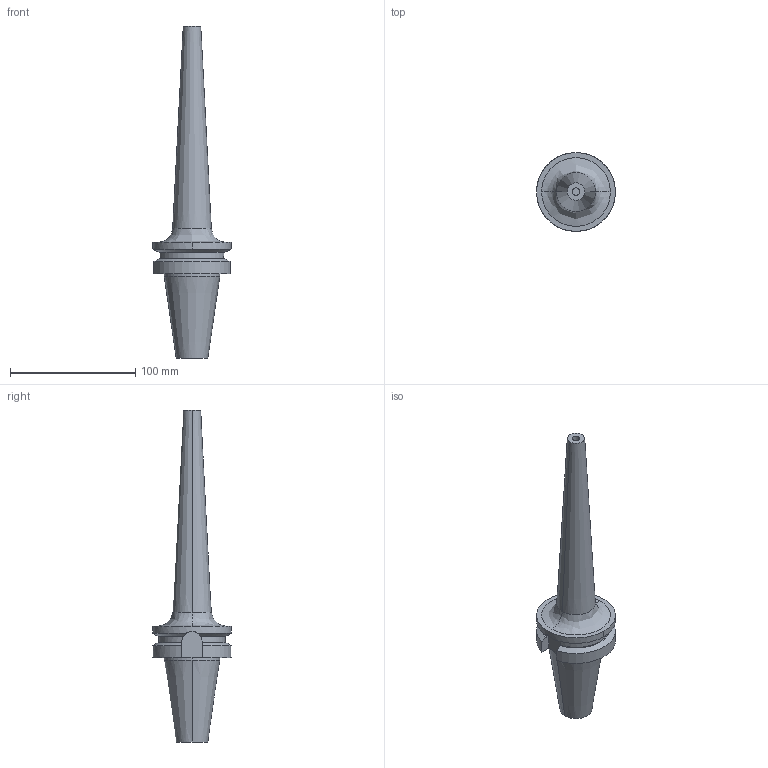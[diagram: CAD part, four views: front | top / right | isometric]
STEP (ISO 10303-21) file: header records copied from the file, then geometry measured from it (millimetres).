
FILE_DESCRIPTION (( 'STEP AP203' ), '1' );
FILE_NAME ('STP-18869.STEP', '2017-03-23T00:32:37', ( '' ), ( '' ), 'SwSTEP 2.0', 'SolidWorks 2015', '' );
FILE_SCHEMA (( 'CONFIG_CONTROL_DESIGN' ));
Length unit declared in the file: millimetre
Products named in the file (1): STP-18869
Bounding box: 63 x 63 x 265.4 mm (x, y, z)
Volume: 204085.5 mm3; surface area: 32966 mm2
Topology: 1 solids, 1 shells, 52 faces, 126 edges, 81 vertices
Faces by surface type: cylinder 21, plane 18, cone 11, bspline 2
Entity records: 1869 total; most frequent: CARTESIAN_POINT 578, DIRECTION 260, ORIENTED_EDGE 248, EDGE_CURVE 124, AXIS2_PLACEMENT_3D 104, VERTEX_POINT 81, EDGE_LOOP 59, CIRCLE 53
